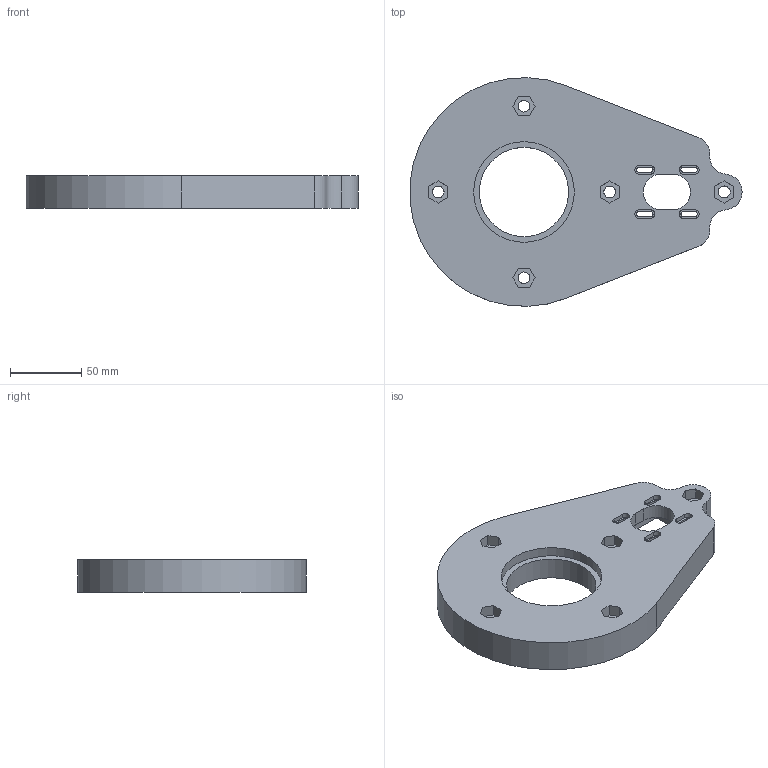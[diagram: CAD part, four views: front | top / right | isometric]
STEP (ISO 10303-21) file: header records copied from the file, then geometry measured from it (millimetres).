
FILE_DESCRIPTION(/* description */ ('STEP AP214'),/* implementation_level */ '2;1');
FILE_NAME(/* name */ '6570e87748fc2760bbd3b097',/* time_stamp */ '2023-12-06T21:32:41Z',/* author */ (''),/* organization */ (''),/* preprocessor_version */ 'ST-DEVELOPER v19.4',/* originating_system */ ' ',/* authorisation */ ' ');
FILE_SCHEMA (('AUTOMOTIVE_DESIGN {1 0 10303 214 3 1 1}'));
Length unit declared in the file: metre
Products named in the file (1): Part 1
Bounding box: 232.21 x 159.9 x 23 mm (x, y, z)
Volume: 478601.9 mm3; surface area: 71233.6 mm2
Topology: 1 solids, 1 shells, 104 faces, 273 edges, 182 vertices
Faces by surface type: plane 73, cylinder 31
Full cylindrical faces by diameter (mm): 8.2 x4, 8.4 x1, 62.4 x1, 70.4 x1
Entity records: 3238 total; most frequent: CARTESIAN_POINT 553, DIRECTION 538, ORIENTED_EDGE 532, EDGE_CURVE 266, LINE 204, VECTOR 204, VERTEX_POINT 182, AXIS2_PLACEMENT_3D 167
